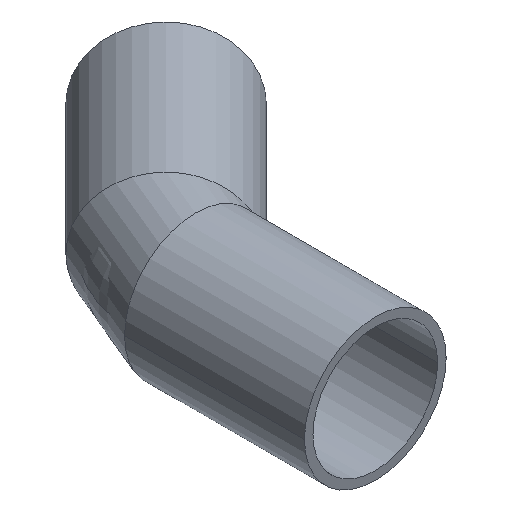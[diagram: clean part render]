
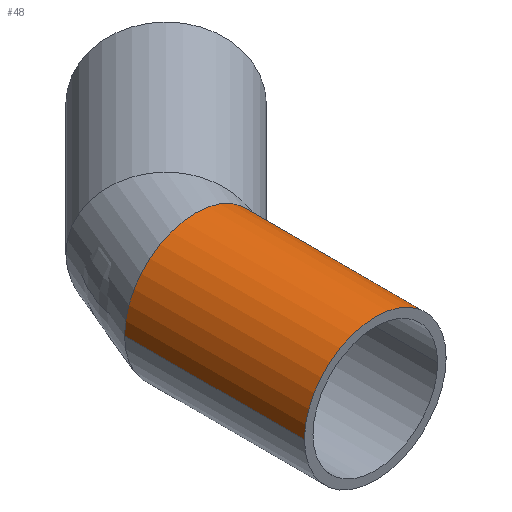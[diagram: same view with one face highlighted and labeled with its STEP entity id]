
A CAD part, isometric view. The second image highlights one B-rep face of the part: STEP entity #48.
In plain terms, the highlighted cylindrical face has radius 31.5 mm (diameter 63 mm), a partial arc.
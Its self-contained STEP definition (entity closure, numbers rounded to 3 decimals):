
#14 = DIRECTION ( 'NONE',  ( -1., 0., 0. ) ) ;
#34 = ORIENTED_EDGE ( 'NONE', *, *, #144, .F. ) ;
#41 = EDGE_LOOP ( 'NONE', ( #240, #70, #110, #34 ) ) ;
#47 = CYLINDRICAL_SURFACE ( 'NONE', #427, 31.5 ) ;
#48 = ADVANCED_FACE ( 'NONE', ( #345 ), #47, .T. ) ;
#50 = CARTESIAN_POINT ( 'NONE',  ( -31.5, 0., 0. ) ) ;
#60 = VECTOR ( 'NONE', #226, 1000. ) ;
#62 = EDGE_CURVE ( 'NONE', #75, #74, #242, .T. ) ;
#70 = ORIENTED_EDGE ( 'NONE', *, *, #139, .T. ) ;
#74 = VERTEX_POINT ( 'NONE', #347 ) ;
#75 = VERTEX_POINT ( 'NONE', #50 ) ;
#83 = DIRECTION ( 'NONE',  ( 0., 1., 0. ) ) ;
#92 = CARTESIAN_POINT ( 'NONE',  ( -31.5, 0., 0. ) ) ;
#110 = ORIENTED_EDGE ( 'NONE', *, *, #215, .F. ) ;
#114 = VECTOR ( 'NONE', #418, 1000. ) ;
#139 = EDGE_CURVE ( 'NONE', #74, #336, #154, .T. ) ;
#144 = EDGE_CURVE ( 'NONE', #75, #333, #388, .T. ) ;
#146 = CARTESIAN_POINT ( 'NONE',  ( 0., 0., 0. ) ) ;
#154 = LINE ( 'NONE', #287, #114 ) ;
#180 = CARTESIAN_POINT ( 'NONE',  ( 0., 0., 0. ) ) ;
#183 = AXIS2_PLACEMENT_3D ( 'NONE', #146, #280, #408 ) ;
#211 = CIRCLE ( 'NONE', #397, 31.5 ) ;
#215 = EDGE_CURVE ( 'NONE', #333, #336, #211, .T. ) ;
#216 = DIRECTION ( 'NONE',  ( 0., 0., 1. ) ) ;
#226 = DIRECTION ( 'NONE',  ( 0., 1., 0. ) ) ;
#240 = ORIENTED_EDGE ( 'NONE', *, *, #62, .T. ) ;
#242 = CIRCLE ( 'NONE', #183, 31.5 ) ;
#262 = CARTESIAN_POINT ( 'NONE',  ( -31.5, 79.952, 0. ) ) ;
#280 = DIRECTION ( 'NONE',  ( 0., 1., 0. ) ) ;
#287 = CARTESIAN_POINT ( 'NONE',  ( 31.5, 0., 0. ) ) ;
#309 = DIRECTION ( 'NONE',  ( 0., 1., 0. ) ) ;
#333 = VERTEX_POINT ( 'NONE', #262 ) ;
#336 = VERTEX_POINT ( 'NONE', #359 ) ;
#345 = FACE_OUTER_BOUND ( 'NONE', #41, .T. ) ;
#347 = CARTESIAN_POINT ( 'NONE',  ( 31.5, 0., 0. ) ) ;
#359 = CARTESIAN_POINT ( 'NONE',  ( 31.5, 79.952, 0. ) ) ;
#380 = CARTESIAN_POINT ( 'NONE',  ( 0., 79.952, 0. ) ) ;
#388 = LINE ( 'NONE', #92, #60 ) ;
#397 = AXIS2_PLACEMENT_3D ( 'NONE', #380, #83, #216 ) ;
#408 = DIRECTION ( 'NONE',  ( 0., 0., 1. ) ) ;
#418 = DIRECTION ( 'NONE',  ( 0., 1., 0. ) ) ;
#427 = AXIS2_PLACEMENT_3D ( 'NONE', #180, #309, #14 ) ;
